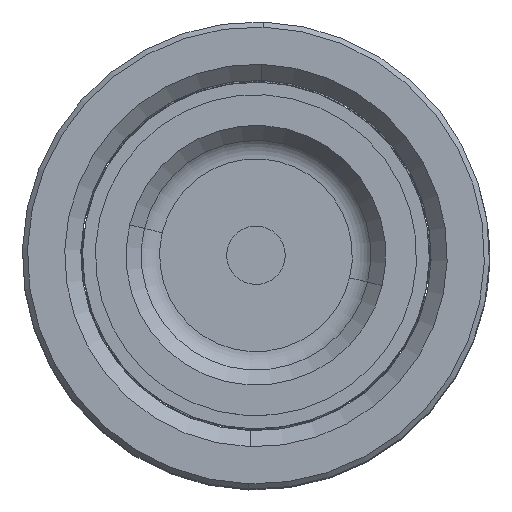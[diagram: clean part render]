
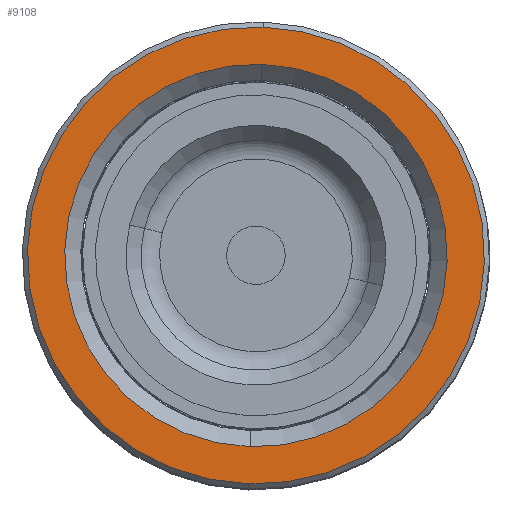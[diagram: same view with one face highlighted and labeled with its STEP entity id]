
A CAD part, top view. The second image highlights one B-rep face of the part: STEP entity #9108.
In plain terms, the highlighted planar face has unit normal (0, 0, 1).
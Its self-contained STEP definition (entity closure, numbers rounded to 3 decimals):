
#837 = AXIS2_PLACEMENT_3D ( 'NONE', #31288, #34302, #31819 ) ;
#3197 = CARTESIAN_POINT ( 'NONE',  ( 0., 0., 80. ) ) ;
#3726 = EDGE_LOOP ( 'NONE', ( #27178, #38246 ) ) ;
#3948 = CARTESIAN_POINT ( 'NONE',  ( -31.3, 0., 80. ) ) ;
#6111 = AXIS2_PLACEMENT_3D ( 'NONE', #13661, #34736, #37719 ) ;
#7413 = EDGE_CURVE ( 'NONE', #38564, #25177, #33662, .T. ) ;
#8088 = AXIS2_PLACEMENT_3D ( 'NONE', #3197, #12388, #18400 ) ;
#9108 = ADVANCED_FACE ( 'NONE', ( #33031, #20660 ), #36605, .T. ) ;
#11122 = EDGE_CURVE ( 'NONE', #32924, #16916, #23855, .T. ) ;
#12034 = CARTESIAN_POINT ( 'NONE',  ( -26.2, 0., 80. ) ) ;
#12388 = DIRECTION ( 'NONE',  ( 0., 0., 1. ) ) ;
#13661 = CARTESIAN_POINT ( 'NONE',  ( 0., 0., 80. ) ) ;
#15103 = CIRCLE ( 'NONE', #6111, 26.2 ) ;
#15134 = DIRECTION ( 'NONE',  ( 0., 0., -1. ) ) ;
#16916 = VERTEX_POINT ( 'NONE', #19586 ) ;
#18400 = DIRECTION ( 'NONE',  ( 1., 0., 0. ) ) ;
#19586 = CARTESIAN_POINT ( 'NONE',  ( 31.3, 0., 80. ) ) ;
#20660 = FACE_BOUND ( 'NONE', #38499, .T. ) ;
#23855 = CIRCLE ( 'NONE', #837, 31.3 ) ;
#25177 = VERTEX_POINT ( 'NONE', #12034 ) ;
#25688 = DIRECTION ( 'NONE',  ( 1., 0., 0. ) ) ;
#27178 = ORIENTED_EDGE ( 'NONE', *, *, #11122, .T. ) ;
#28155 = ORIENTED_EDGE ( 'NONE', *, *, #7413, .T. ) ;
#28459 = EDGE_CURVE ( 'NONE', #16916, #32924, #30956, .T. ) ;
#30197 = CARTESIAN_POINT ( 'NONE',  ( 0., 0., 80. ) ) ;
#30545 = AXIS2_PLACEMENT_3D ( 'NONE', #30197, #15134, #36482 ) ;
#30564 = ORIENTED_EDGE ( 'NONE', *, *, #33119, .T. ) ;
#30956 = CIRCLE ( 'NONE', #37723, 31.3 ) ;
#31288 = CARTESIAN_POINT ( 'NONE',  ( 0., 0., 80. ) ) ;
#31304 = CARTESIAN_POINT ( 'NONE',  ( 0., 0., 80. ) ) ;
#31819 = DIRECTION ( 'NONE',  ( 1., 0., 0. ) ) ;
#32618 = CARTESIAN_POINT ( 'NONE',  ( 26.2, 0., 80. ) ) ;
#32924 = VERTEX_POINT ( 'NONE', #3948 ) ;
#33031 = FACE_OUTER_BOUND ( 'NONE', #3726, .T. ) ;
#33119 = EDGE_CURVE ( 'NONE', #25177, #38564, #15103, .T. ) ;
#33662 = CIRCLE ( 'NONE', #30545, 26.2 ) ;
#34302 = DIRECTION ( 'NONE',  ( 0., 0., 1. ) ) ;
#34736 = DIRECTION ( 'NONE',  ( 0., 0., -1. ) ) ;
#36482 = DIRECTION ( 'NONE',  ( 1., 0., 0. ) ) ;
#36605 = PLANE ( 'NONE',  #8088 ) ;
#37684 = DIRECTION ( 'NONE',  ( 0., 0., 1. ) ) ;
#37719 = DIRECTION ( 'NONE',  ( 1., 0., 0. ) ) ;
#37723 = AXIS2_PLACEMENT_3D ( 'NONE', #31304, #37684, #25688 ) ;
#38246 = ORIENTED_EDGE ( 'NONE', *, *, #28459, .T. ) ;
#38499 = EDGE_LOOP ( 'NONE', ( #28155, #30564 ) ) ;
#38564 = VERTEX_POINT ( 'NONE', #32618 ) ;
